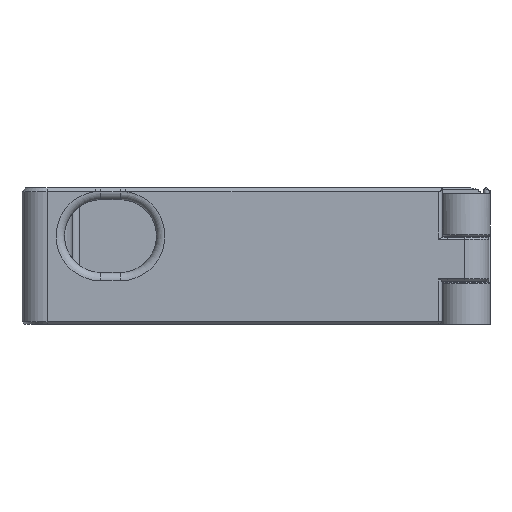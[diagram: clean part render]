
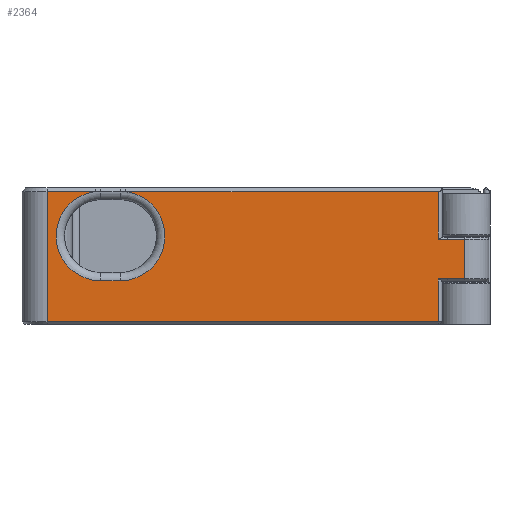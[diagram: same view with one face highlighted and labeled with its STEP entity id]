
A CAD part, left-side view. The second image highlights one B-rep face of the part: STEP entity #2364.
In plain terms, the highlighted planar face has unit normal (-1, 0, 0).
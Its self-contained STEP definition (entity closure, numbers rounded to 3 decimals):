
#2101 = VERTEX_POINT('',#2102);
#2102 = CARTESIAN_POINT('',(-81.895,6.953,-16.4));
#2109 = EDGE_CURVE('',#2110,#2101,#2112,.T.);
#2110 = VERTEX_POINT('',#2111);
#2111 = CARTESIAN_POINT('',(-81.895,6.953,-5.75));
#2112 = LINE('',#2113,#2114);
#2113 = CARTESIAN_POINT('',(-81.895,6.953,-5.75));
#2114 = VECTOR('',#2115,1.);
#2115 = DIRECTION('',(0.,0.,-1.));
#2117 = EDGE_CURVE('',#2110,#2118,#2120,.T.);
#2118 = VERTEX_POINT('',#2119);
#2119 = CARTESIAN_POINT('',(-81.895,6.953,-5.15));
#2120 = LINE('',#2121,#2122);
#2121 = CARTESIAN_POINT('',(-81.895,6.953,-5.75));
#2122 = VECTOR('',#2123,1.);
#2123 = DIRECTION('',(0.,0.,1.));
#2143 = VERTEX_POINT('',#2144);
#2144 = CARTESIAN_POINT('',(-81.895,4.496,-5.15));
#2150 = EDGE_CURVE('',#2118,#2143,#2151,.T.);
#2151 = LINE('',#2152,#2153);
#2152 = CARTESIAN_POINT('',(-81.895,6.953,-5.15));
#2153 = VECTOR('',#2154,1.);
#2154 = DIRECTION('',(-0.,-1.,-0.));
#2193 = VERTEX_POINT('',#2194);
#2194 = CARTESIAN_POINT('',(-81.895,0.,-5.15));
#2200 = EDGE_CURVE('',#2143,#2193,#2201,.T.);
#2201 = LINE('',#2202,#2203);
#2202 = CARTESIAN_POINT('',(-81.895,4.496,-5.15));
#2203 = VECTOR('',#2204,1.);
#2204 = DIRECTION('',(0.,-1.,0.));
#2364 = ADVANCED_FACE('',(#2365),#2467,.F.);
#2365 = FACE_BOUND('',#2366,.F.);
#2366 = EDGE_LOOP('',(#2367,#2375,#2376,#2377,#2378,#2379,#2387,#2395,
    #2403,#2412,#2420,#2429,#2437,#2445,#2453,#2461));
#2367 = ORIENTED_EDGE('',*,*,#2368,.F.);
#2368 = EDGE_CURVE('',#2193,#2369,#2371,.T.);
#2369 = VERTEX_POINT('',#2370);
#2370 = CARTESIAN_POINT('',(-81.895,0.,5.15));
#2371 = LINE('',#2372,#2373);
#2372 = CARTESIAN_POINT('',(-81.895,0.,-17.));
#2373 = VECTOR('',#2374,1.);
#2374 = DIRECTION('',(0.,0.,1.));
#2375 = ORIENTED_EDGE('',*,*,#2200,.F.);
#2376 = ORIENTED_EDGE('',*,*,#2150,.F.);
#2377 = ORIENTED_EDGE('',*,*,#2117,.F.);
#2378 = ORIENTED_EDGE('',*,*,#2109,.T.);
#2379 = ORIENTED_EDGE('',*,*,#2380,.F.);
#2380 = EDGE_CURVE('',#2381,#2101,#2383,.T.);
#2381 = VERTEX_POINT('',#2382);
#2382 = CARTESIAN_POINT('',(-81.895,109.067,-16.4));
#2383 = LINE('',#2384,#2385);
#2384 = CARTESIAN_POINT('',(-81.895,109.067,-16.4));
#2385 = VECTOR('',#2386,1.);
#2386 = DIRECTION('',(0.,-1.,0.));
#2387 = ORIENTED_EDGE('',*,*,#2388,.T.);
#2388 = EDGE_CURVE('',#2381,#2389,#2391,.T.);
#2389 = VERTEX_POINT('',#2390);
#2390 = CARTESIAN_POINT('',(-81.895,109.067,17.6));
#2391 = LINE('',#2392,#2393);
#2392 = CARTESIAN_POINT('',(-81.895,109.067,-17.));
#2393 = VECTOR('',#2394,1.);
#2394 = DIRECTION('',(0.,0.,1.));
#2395 = ORIENTED_EDGE('',*,*,#2396,.T.);
#2396 = EDGE_CURVE('',#2389,#2397,#2399,.T.);
#2397 = VERTEX_POINT('',#2398);
#2398 = CARTESIAN_POINT('',(-81.895,96.526,17.6));
#2399 = LINE('',#2400,#2401);
#2400 = CARTESIAN_POINT('',(-81.895,109.067,17.6));
#2401 = VECTOR('',#2402,1.);
#2402 = DIRECTION('',(0.,-1.,0.));
#2403 = ORIENTED_EDGE('',*,*,#2404,.F.);
#2404 = EDGE_CURVE('',#2405,#2397,#2407,.T.);
#2405 = VERTEX_POINT('',#2406);
#2406 = CARTESIAN_POINT('',(-81.895,95.,-5.7));
#2407 = CIRCLE('',#2408,11.7);
#2408 = AXIS2_PLACEMENT_3D('',#2409,#2410,#2411);
#2409 = CARTESIAN_POINT('',(-81.895,95.,6.));
#2410 = DIRECTION('',(1.,-0.,0.));
#2411 = DIRECTION('',(0.,0.,-1.));
#2412 = ORIENTED_EDGE('',*,*,#2413,.F.);
#2413 = EDGE_CURVE('',#2414,#2405,#2416,.T.);
#2414 = VERTEX_POINT('',#2415);
#2415 = CARTESIAN_POINT('',(-81.895,90.,-5.7));
#2416 = LINE('',#2417,#2418);
#2417 = CARTESIAN_POINT('',(-81.895,90.,-5.7));
#2418 = VECTOR('',#2419,1.);
#2419 = DIRECTION('',(0.,1.,0.));
#2420 = ORIENTED_EDGE('',*,*,#2421,.F.);
#2421 = EDGE_CURVE('',#2422,#2414,#2424,.T.);
#2422 = VERTEX_POINT('',#2423);
#2423 = CARTESIAN_POINT('',(-81.895,88.474,17.6));
#2424 = CIRCLE('',#2425,11.7);
#2425 = AXIS2_PLACEMENT_3D('',#2426,#2427,#2428);
#2426 = CARTESIAN_POINT('',(-81.895,90.,6.));
#2427 = DIRECTION('',(1.,0.,0.));
#2428 = DIRECTION('',(0.,0.,1.));
#2429 = ORIENTED_EDGE('',*,*,#2430,.T.);
#2430 = EDGE_CURVE('',#2422,#2431,#2433,.T.);
#2431 = VERTEX_POINT('',#2432);
#2432 = CARTESIAN_POINT('',(-81.895,6.953,17.6));
#2433 = LINE('',#2434,#2435);
#2434 = CARTESIAN_POINT('',(-81.895,109.067,17.6));
#2435 = VECTOR('',#2436,1.);
#2436 = DIRECTION('',(0.,-1.,0.));
#2437 = ORIENTED_EDGE('',*,*,#2438,.F.);
#2438 = EDGE_CURVE('',#2439,#2431,#2441,.T.);
#2439 = VERTEX_POINT('',#2440);
#2440 = CARTESIAN_POINT('',(-81.895,6.953,5.75));
#2441 = LINE('',#2442,#2443);
#2442 = CARTESIAN_POINT('',(-81.895,6.953,5.75));
#2443 = VECTOR('',#2444,1.);
#2444 = DIRECTION('',(0.,0.,1.));
#2445 = ORIENTED_EDGE('',*,*,#2446,.T.);
#2446 = EDGE_CURVE('',#2439,#2447,#2449,.T.);
#2447 = VERTEX_POINT('',#2448);
#2448 = CARTESIAN_POINT('',(-81.895,6.953,5.15));
#2449 = LINE('',#2450,#2451);
#2450 = CARTESIAN_POINT('',(-81.895,6.953,5.75));
#2451 = VECTOR('',#2452,1.);
#2452 = DIRECTION('',(-0.,-0.,-1.));
#2453 = ORIENTED_EDGE('',*,*,#2454,.T.);
#2454 = EDGE_CURVE('',#2447,#2455,#2457,.T.);
#2455 = VERTEX_POINT('',#2456);
#2456 = CARTESIAN_POINT('',(-81.895,4.496,5.15));
#2457 = LINE('',#2458,#2459);
#2458 = CARTESIAN_POINT('',(-81.895,6.953,5.15));
#2459 = VECTOR('',#2460,1.);
#2460 = DIRECTION('',(-0.,-1.,-0.));
#2461 = ORIENTED_EDGE('',*,*,#2462,.T.);
#2462 = EDGE_CURVE('',#2455,#2369,#2463,.T.);
#2463 = LINE('',#2464,#2465);
#2464 = CARTESIAN_POINT('',(-81.895,4.496,5.15));
#2465 = VECTOR('',#2466,1.);
#2466 = DIRECTION('',(0.,-1.,0.));
#2467 = PLANE('',#2468);
#2468 = AXIS2_PLACEMENT_3D('',#2469,#2470,#2471);
#2469 = CARTESIAN_POINT('',(-81.895,109.067,-17.));
#2470 = DIRECTION('',(1.,0.,0.));
#2471 = DIRECTION('',(0.,-1.,0.));
